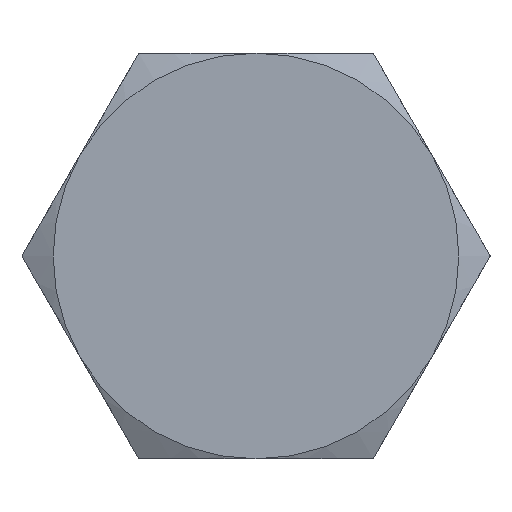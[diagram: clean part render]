
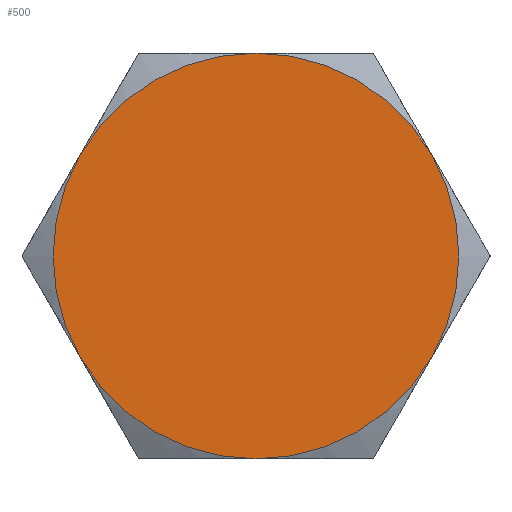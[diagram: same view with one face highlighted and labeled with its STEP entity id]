
A CAD part, left-side view. The second image highlights one B-rep face of the part: STEP entity #500.
In plain terms, the highlighted planar face has unit normal (-1, 0, 0).
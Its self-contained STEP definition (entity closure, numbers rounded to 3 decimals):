
#104=PLANE('',#566);
#141=FACE_OUTER_BOUND('',#181,.T.);
#181=EDGE_LOOP('',(#454,#455,#456,#457,#458,#459));
#203=CIRCLE('',#545,28.175);
#204=CIRCLE('',#547,28.175);
#207=CIRCLE('',#551,28.175);
#208=CIRCLE('',#553,28.175);
#211=CIRCLE('',#557,28.175);
#212=CIRCLE('',#564,28.175);
#242=VERTEX_POINT('',#3980);
#245=VERTEX_POINT('',#3992);
#248=VERTEX_POINT('',#4004);
#251=VERTEX_POINT('',#4016);
#254=VERTEX_POINT('',#4028);
#257=VERTEX_POINT('',#4040);
#317=EDGE_CURVE('',#257,#248,#203,.T.);
#318=EDGE_CURVE('',#248,#251,#204,.T.);
#321=EDGE_CURVE('',#251,#245,#207,.T.);
#322=EDGE_CURVE('',#245,#254,#208,.T.);
#325=EDGE_CURVE('',#254,#242,#211,.T.);
#326=EDGE_CURVE('',#242,#257,#212,.T.);
#454=ORIENTED_EDGE('',*,*,#322,.F.);
#455=ORIENTED_EDGE('',*,*,#321,.F.);
#456=ORIENTED_EDGE('',*,*,#318,.F.);
#457=ORIENTED_EDGE('',*,*,#317,.F.);
#458=ORIENTED_EDGE('',*,*,#326,.F.);
#459=ORIENTED_EDGE('',*,*,#325,.F.);
#500=ADVANCED_FACE('',(#141),#104,.T.);
#545=AXIS2_PLACEMENT_3D('',#4052,#656,#657);
#547=AXIS2_PLACEMENT_3D('',#4054,#660,#661);
#551=AXIS2_PLACEMENT_3D('',#4058,#668,#669);
#553=AXIS2_PLACEMENT_3D('',#4060,#672,#673);
#557=AXIS2_PLACEMENT_3D('',#4064,#680,#681);
#564=AXIS2_PLACEMENT_3D('',#4071,#694,#695);
#566=AXIS2_PLACEMENT_3D('',#4073,#698,#699);
#656=DIRECTION('center_axis',(1.,0.,0.));
#657=DIRECTION('ref_axis',(0.,-1.,0.));
#660=DIRECTION('center_axis',(1.,0.,0.));
#661=DIRECTION('ref_axis',(0.,-1.,0.));
#668=DIRECTION('center_axis',(1.,0.,0.));
#669=DIRECTION('ref_axis',(0.,-1.,0.));
#672=DIRECTION('center_axis',(1.,0.,0.));
#673=DIRECTION('ref_axis',(0.,-1.,0.));
#680=DIRECTION('center_axis',(1.,0.,0.));
#681=DIRECTION('ref_axis',(0.,-1.,0.));
#694=DIRECTION('center_axis',(1.,0.,0.));
#695=DIRECTION('ref_axis',(0.,-1.,0.));
#698=DIRECTION('center_axis',(-1.,0.,0.));
#699=DIRECTION('ref_axis',(0.,0.,1.));
#3980=CARTESIAN_POINT('',(-32.2,0.,28.175));
#3992=CARTESIAN_POINT('',(-32.2,24.4,-14.088));
#4004=CARTESIAN_POINT('',(-32.2,-24.4,-14.088));
#4016=CARTESIAN_POINT('',(-32.2,0.,-28.175));
#4028=CARTESIAN_POINT('',(-32.2,24.4,14.088));
#4040=CARTESIAN_POINT('',(-32.2,-24.4,14.088));
#4052=CARTESIAN_POINT('Origin',(-32.2,0.,0.));
#4054=CARTESIAN_POINT('Origin',(-32.2,0.,0.));
#4058=CARTESIAN_POINT('Origin',(-32.2,0.,0.));
#4060=CARTESIAN_POINT('Origin',(-32.2,0.,0.));
#4064=CARTESIAN_POINT('Origin',(-32.2,0.,0.));
#4071=CARTESIAN_POINT('Origin',(-32.2,0.,0.));
#4073=CARTESIAN_POINT('Origin',(-32.2,32.5,0.));
